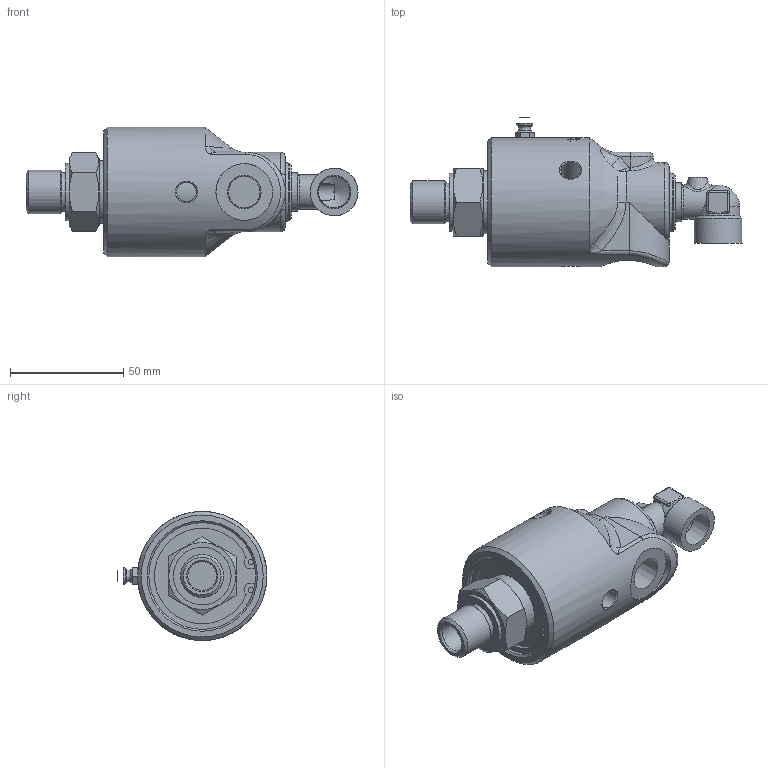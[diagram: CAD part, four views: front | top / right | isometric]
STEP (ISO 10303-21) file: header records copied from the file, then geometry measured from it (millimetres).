
FILE_DESCRIPTION(/* description */ ('UNION, 3/4-16 UNF LH ROTOR','CAx-IF Rec.Pracs.---Representation and Presentation of Product Manufacturing Information (PMI)---4.0---2014-10-13'),/* implementation_level */ '2;1');
FILE_NAME(/* name */ '157-000-022012-IC.stp',/* time_stamp */ '2021-03-16T11:03:12+01:00',/* author */ ('mzerwes'),/* organization */ ('DEUBLIN'),/* preprocessor_version */ 'ST-DEVELOPER v18.1',/* originating_system */ 'Autodesk Inventor 2020',/* authorisation */ '');
FILE_SCHEMA (('AP242_MANAGED_MODEL_BASED_3D_ENGINEERING_MIM_LF { 1 0 10303 442 1 1 4 }'));
Products named in the file (1): 157-000-022012-IC
Bounding box: 146.37 x 66 x 57 mm (x, y, z)
Volume: 179094.6 mm3; surface area: 29077.3 mm2
Topology: 1 solids, 1 shells, 499 faces, 1313 edges, 862 vertices
Faces by surface type: bspline 222, plane 148, cylinder 92, cone 25, torus 9, sphere 3
Full cylindrical faces by diameter (mm): 2.362 x2, 7.95 x1, 8.6 x3, 12.7 x1, 13.889 x3, 15 x1, 19 x1, 19.011 x1, 21 x1, 25 x1, 25.4 x2, 27.8 x1, 47.07 x1, 57 x1
Entity records: 60710 total; most frequent: CARTESIAN_POINT 49610, ORIENTED_EDGE 2606, DIRECTION 1600, EDGE_CURVE 1303, VERTEX_POINT 862, AXIS2_PLACEMENT_3D 577, EDGE_LOOP 555, B_SPLINE_CURVE_WITH_KNOTS 542
